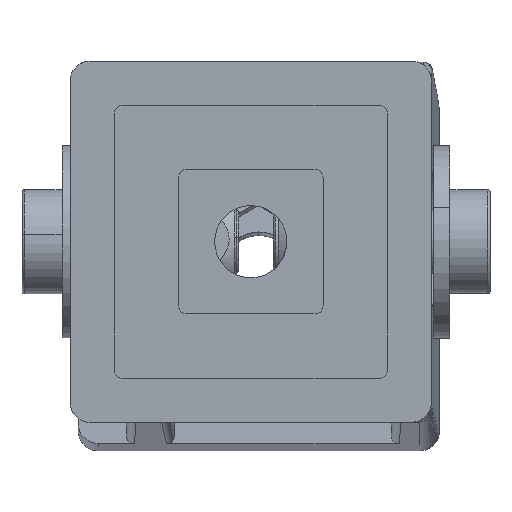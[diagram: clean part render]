
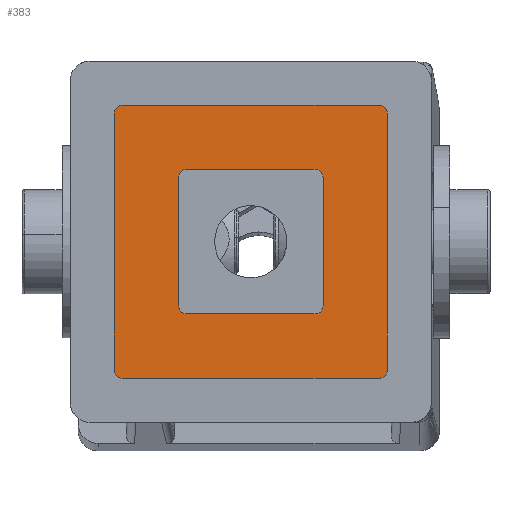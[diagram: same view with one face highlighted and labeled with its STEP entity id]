
A CAD part, front view. The second image highlights one B-rep face of the part: STEP entity #383.
In plain terms, the highlighted planar face has unit normal (0, -1, 0).
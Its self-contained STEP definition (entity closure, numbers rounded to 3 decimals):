
#383 = ADVANCED_FACE ( 'NONE', ( #4817, #4820 ), #6754, .T. ) ;
#429 = CARTESIAN_POINT ( 'NONE',  ( 17., 4., 5.5 ) ) ;
#430 = DIRECTION ( 'NONE',  ( 1., 0., 0. ) ) ;
#433 = CARTESIAN_POINT ( 'NONE',  ( 9., 4., 31.5 ) ) ;
#434 = DIRECTION ( 'NONE',  ( 0., 0., 1. ) ) ;
#435 = DIRECTION ( 'NONE',  ( -1., 0., 0. ) ) ;
#436 = DIRECTION ( 'NONE',  ( 1., 0., 0. ) ) ;
#437 = CARTESIAN_POINT ( 'NONE',  ( 9., 4., 13.5 ) ) ;
#438 = CARTESIAN_POINT ( 'NONE',  ( 8., 4., 30.5 ) ) ;
#439 = DIRECTION ( 'NONE',  ( 0., 1., 0. ) ) ;
#440 = DIRECTION ( 'NONE',  ( 0., 0., -1. ) ) ;
#441 = CARTESIAN_POINT ( 'NONE',  ( 9., 4., 13.5 ) ) ;
#442 = DIRECTION ( 'NONE',  ( 0., 0., -1. ) ) ;
#443 = CARTESIAN_POINT ( 'NONE',  ( 8., 4., 14.5 ) ) ;
#444 = DIRECTION ( 'NONE',  ( 0., 1., 0. ) ) ;
#445 = DIRECTION ( 'NONE',  ( 0., 0., -1. ) ) ;
#446 = CARTESIAN_POINT ( 'NONE',  ( -9., 4., 13.5 ) ) ;
#447 = CARTESIAN_POINT ( 'NONE',  ( -8., 4., 14.5 ) ) ;
#448 = DIRECTION ( 'NONE',  ( 0., 1., 0. ) ) ;
#449 = DIRECTION ( 'NONE',  ( 0., 0., -1. ) ) ;
#450 = CARTESIAN_POINT ( 'NONE',  ( -8., 4., 30.5 ) ) ;
#451 = DIRECTION ( 'NONE',  ( 0., 1., 0. ) ) ;
#452 = DIRECTION ( 'NONE',  ( 0., 0., -1. ) ) ;
#453 = CARTESIAN_POINT ( 'NONE',  ( 16., 4., 6.5 ) ) ;
#454 = DIRECTION ( 'NONE',  ( 0., -1., 0. ) ) ;
#455 = DIRECTION ( 'NONE',  ( 0., 0., -1. ) ) ;
#456 = CARTESIAN_POINT ( 'NONE',  ( 16., 4., 38.5 ) ) ;
#457 = DIRECTION ( 'NONE',  ( 0., -1., 0. ) ) ;
#458 = DIRECTION ( 'NONE',  ( 0., 0., -1. ) ) ;
#461 = CARTESIAN_POINT ( 'NONE',  ( -16., 4., 38.5 ) ) ;
#462 = DIRECTION ( 'NONE',  ( 0., -1., 0. ) ) ;
#463 = DIRECTION ( 'NONE',  ( 0., 0., -1. ) ) ;
#465 = CARTESIAN_POINT ( 'NONE',  ( -16., 4., 6.5 ) ) ;
#466 = DIRECTION ( 'NONE',  ( 0., -1., 0. ) ) ;
#467 = DIRECTION ( 'NONE',  ( 0., 0., -1. ) ) ;
#931 = CARTESIAN_POINT ( 'NONE',  ( 9., 4., 14.5 ) ) ;
#954 = CARTESIAN_POINT ( 'NONE',  ( 8., 4., 31.5 ) ) ;
#984 = CARTESIAN_POINT ( 'NONE',  ( 9., 4., 30.5 ) ) ;
#987 = CARTESIAN_POINT ( 'NONE',  ( 16., 4., 39.5 ) ) ;
#1014 = CARTESIAN_POINT ( 'NONE',  ( -8., 4., 13.5 ) ) ;
#1047 = CARTESIAN_POINT ( 'NONE',  ( 17., 4., 6.5 ) ) ;
#1089 = CARTESIAN_POINT ( 'NONE',  ( -9., 4., 14.5 ) ) ;
#1151 = CARTESIAN_POINT ( 'NONE',  ( -16., 4., 39.5 ) ) ;
#1167 = CARTESIAN_POINT ( 'NONE',  ( -17., 4., 38.5 ) ) ;
#1228 = CARTESIAN_POINT ( 'NONE',  ( 8., 4., 13.5 ) ) ;
#1232 = CARTESIAN_POINT ( 'NONE',  ( -8., 4., 31.5 ) ) ;
#1239 = CARTESIAN_POINT ( 'NONE',  ( 16., 4., 5.5 ) ) ;
#1251 = CARTESIAN_POINT ( 'NONE',  ( 17., 4., 38.5 ) ) ;
#1255 = CARTESIAN_POINT ( 'NONE',  ( -9., 4., 30.5 ) ) ;
#1271 = CARTESIAN_POINT ( 'NONE',  ( -17., 4., 6.5 ) ) ;
#1281 = CARTESIAN_POINT ( 'NONE',  ( -16., 4., 5.5 ) ) ;
#1829 = EDGE_CURVE ( 'NONE', #2861, #2965, #5263, .T. ) ;
#1831 = EDGE_CURVE ( 'NONE', #2681, #2845, #5266, .T. ) ;
#1834 = EDGE_CURVE ( 'NONE', #2741, #2945, #5272, .T. ) ;
#1838 = EDGE_CURVE ( 'NONE', #2975, #2933, #5280, .T. ) ;
#1840 = EDGE_CURVE ( 'NONE', #2648, #2926, #5284, .T. ) ;
#1841 = EDGE_CURVE ( 'NONE', #2648, #2678, #5264, .T. ) ;
#1842 = EDGE_CURVE ( 'NONE', #2625, #2678, #5286, .T. ) ;
#1843 = EDGE_CURVE ( 'NONE', #2625, #2922, #5288, .T. ) ;
#1844 = EDGE_CURVE ( 'NONE', #2708, #2922, #5291, .T. ) ;
#1845 = EDGE_CURVE ( 'NONE', #2708, #2783, #5289, .T. ) ;
#1846 = EDGE_CURVE ( 'NONE', #2949, #2783, #5294, .T. ) ;
#1847 = EDGE_CURVE ( 'NONE', #2949, #2926, #5292, .T. ) ;
#1848 = EDGE_CURVE ( 'NONE', #2933, #2741, #5297, .T. ) ;
#1849 = EDGE_CURVE ( 'NONE', #2945, #2681, #5298, .T. ) ;
#1850 = EDGE_CURVE ( 'NONE', #2845, #2861, #5299, .T. ) ;
#1851 = EDGE_CURVE ( 'NONE', #2965, #2975, #5300, .T. ) ;
#2268 = AXIS2_PLACEMENT_3D ( 'NONE', #6755, #6760, #6761 ) ;
#2625 = VERTEX_POINT ( 'NONE', #931 ) ;
#2648 = VERTEX_POINT ( 'NONE', #954 ) ;
#2678 = VERTEX_POINT ( 'NONE', #984 ) ;
#2681 = VERTEX_POINT ( 'NONE', #987 ) ;
#2708 = VERTEX_POINT ( 'NONE', #1014 ) ;
#2741 = VERTEX_POINT ( 'NONE', #1047 ) ;
#2783 = VERTEX_POINT ( 'NONE', #1089 ) ;
#2845 = VERTEX_POINT ( 'NONE', #1151 ) ;
#2861 = VERTEX_POINT ( 'NONE', #1167 ) ;
#2922 = VERTEX_POINT ( 'NONE', #1228 ) ;
#2926 = VERTEX_POINT ( 'NONE', #1232 ) ;
#2933 = VERTEX_POINT ( 'NONE', #1239 ) ;
#2945 = VERTEX_POINT ( 'NONE', #1251 ) ;
#2949 = VERTEX_POINT ( 'NONE', #1255 ) ;
#2965 = VERTEX_POINT ( 'NONE', #1271 ) ;
#2975 = VERTEX_POINT ( 'NONE', #1281 ) ;
#3000 = ORIENTED_EDGE ( 'NONE', *, *, #1840, .F. ) ;
#3007 = ORIENTED_EDGE ( 'NONE', *, *, #1844, .F. ) ;
#3018 = ORIENTED_EDGE ( 'NONE', *, *, #1845, .T. ) ;
#3035 = ORIENTED_EDGE ( 'NONE', *, *, #1847, .T. ) ;
#3085 = ORIENTED_EDGE ( 'NONE', *, *, #1841, .T. ) ;
#3108 = ORIENTED_EDGE ( 'NONE', *, *, #1846, .F. ) ;
#3111 = ORIENTED_EDGE ( 'NONE', *, *, #1851, .T. ) ;
#3113 = ORIENTED_EDGE ( 'NONE', *, *, #1829, .T. ) ;
#3116 = ORIENTED_EDGE ( 'NONE', *, *, #1842, .F. ) ;
#3127 = ORIENTED_EDGE ( 'NONE', *, *, #1850, .T. ) ;
#3130 = ORIENTED_EDGE ( 'NONE', *, *, #1831, .T. ) ;
#3132 = ORIENTED_EDGE ( 'NONE', *, *, #1849, .T. ) ;
#3135 = ORIENTED_EDGE ( 'NONE', *, *, #1834, .T. ) ;
#3138 = ORIENTED_EDGE ( 'NONE', *, *, #1848, .T. ) ;
#3141 = ORIENTED_EDGE ( 'NONE', *, *, #1838, .T. ) ;
#3145 = ORIENTED_EDGE ( 'NONE', *, *, #1843, .T. ) ;
#3270 = EDGE_LOOP ( 'NONE', ( #3000, #3085, #3116, #3145, #3007, #3018, #3108, #3035 ) ) ;
#3273 = EDGE_LOOP ( 'NONE', ( #3141, #3138, #3135, #3132, #3130, #3127, #3113, #3111 ) ) ;
#4817 = FACE_BOUND ( 'NONE', #3270, .T. ) ;
#4820 = FACE_OUTER_BOUND ( 'NONE', #3273, .T. ) ;
#5263 = LINE ( 'NONE', #7592, #5265 ) ;
#5264 = CIRCLE ( 'NONE', #7684, 1. ) ;
#5265 = VECTOR ( 'NONE', #7593, 1000. ) ;
#5266 = LINE ( 'NONE', #7595, #5269 ) ;
#5269 = VECTOR ( 'NONE', #7596, 1000. ) ;
#5272 = LINE ( 'NONE', #7601, #5275 ) ;
#5275 = VECTOR ( 'NONE', #7602, 1000. ) ;
#5280 = LINE ( 'NONE', #429, #5283 ) ;
#5283 = VECTOR ( 'NONE', #430, 1000. ) ;
#5284 = LINE ( 'NONE', #433, #5287 ) ;
#5286 = LINE ( 'NONE', #437, #5290 ) ;
#5287 = VECTOR ( 'NONE', #435, 1000. ) ;
#5288 = CIRCLE ( 'NONE', #7685, 1. ) ;
#5289 = CIRCLE ( 'NONE', #7686, 1. ) ;
#5290 = VECTOR ( 'NONE', #434, 1000. ) ;
#5291 = LINE ( 'NONE', #441, #5293 ) ;
#5292 = CIRCLE ( 'NONE', #7687, 1. ) ;
#5293 = VECTOR ( 'NONE', #436, 1000. ) ;
#5294 = LINE ( 'NONE', #446, #5296 ) ;
#5296 = VECTOR ( 'NONE', #442, 1000. ) ;
#5297 = CIRCLE ( 'NONE', #7688, 1. ) ;
#5298 = CIRCLE ( 'NONE', #7689, 1. ) ;
#5299 = CIRCLE ( 'NONE', #7690, 1. ) ;
#5300 = CIRCLE ( 'NONE', #7691, 1. ) ;
#6754 = PLANE ( 'NONE',  #2268 ) ;
#6755 = CARTESIAN_POINT ( 'NONE',  ( -17., 4., 39.5 ) ) ;
#6760 = DIRECTION ( 'NONE',  ( 0., -1., 0. ) ) ;
#6761 = DIRECTION ( 'NONE',  ( 0., 0., -1. ) ) ;
#7592 = CARTESIAN_POINT ( 'NONE',  ( -17., 4., 5.5 ) ) ;
#7593 = DIRECTION ( 'NONE',  ( 0., 0., -1. ) ) ;
#7595 = CARTESIAN_POINT ( 'NONE',  ( 17., 4., 39.5 ) ) ;
#7596 = DIRECTION ( 'NONE',  ( -1., 0., 0. ) ) ;
#7601 = CARTESIAN_POINT ( 'NONE',  ( 17., 4., 5.5 ) ) ;
#7602 = DIRECTION ( 'NONE',  ( 0., 0., 1. ) ) ;
#7684 = AXIS2_PLACEMENT_3D ( 'NONE', #438, #439, #440 ) ;
#7685 = AXIS2_PLACEMENT_3D ( 'NONE', #443, #444, #445 ) ;
#7686 = AXIS2_PLACEMENT_3D ( 'NONE', #447, #448, #449 ) ;
#7687 = AXIS2_PLACEMENT_3D ( 'NONE', #450, #451, #452 ) ;
#7688 = AXIS2_PLACEMENT_3D ( 'NONE', #453, #454, #455 ) ;
#7689 = AXIS2_PLACEMENT_3D ( 'NONE', #456, #457, #458 ) ;
#7690 = AXIS2_PLACEMENT_3D ( 'NONE', #461, #462, #463 ) ;
#7691 = AXIS2_PLACEMENT_3D ( 'NONE', #465, #466, #467 ) ;
